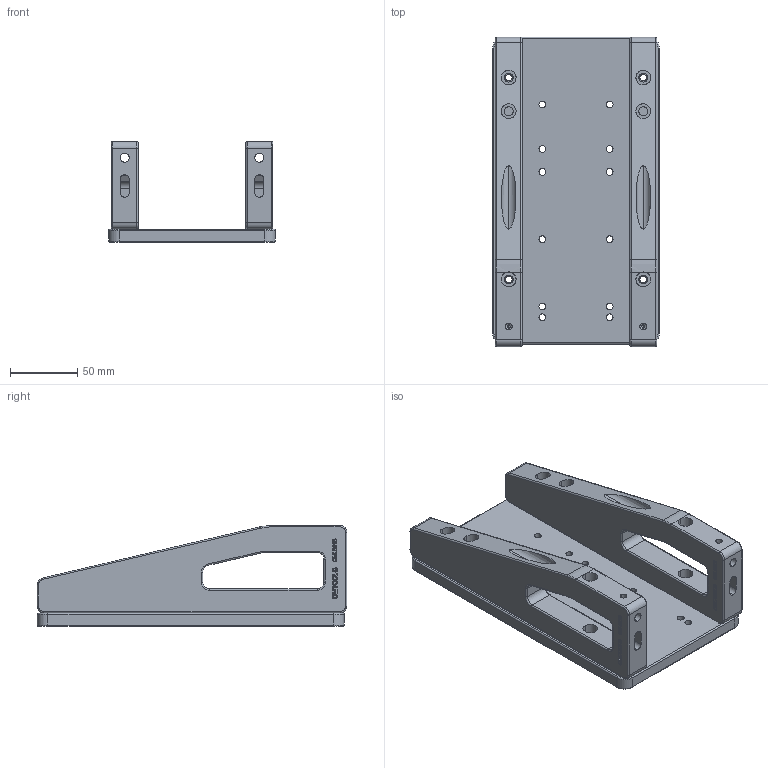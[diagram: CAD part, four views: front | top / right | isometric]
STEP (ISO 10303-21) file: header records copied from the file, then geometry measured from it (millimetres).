
FILE_DESCRIPTION (( 'STEP AP203' ), '1' );
FILE_NAME ('OMLB系列组合型转接板 OMLB01B.STEP', '2021-05-20T09:11:52', ( 'Microsoft' ), ( 'Microsoft' ), 'SwSTEP 2.0', 'SolidWorks 2018', '' );
FILE_SCHEMA (( 'CONFIG_CONTROL_DESIGN' ));
Length unit declared in the file: millimetre
Products named in the file (3): OMLB01B-01 澀啣1; OMLB01B-02 價啣1; OMLB系列组合型转接板 OMLB01B
Assembly tree (3 placements, depth 2):
  OMLB系列组合型转接板 OMLB01B
    OMLB01B-02 價啣1
    OMLB01B-01 澀啣1  x2
Bounding box: 124 x 230 x 75 mm (x, y, z)
Volume: 612216.7 mm3; surface area: 145004 mm2
Topology: 3 solids, 3 shells, 578 faces, 1472 edges, 938 vertices
Faces by surface type: plane 246, cylinder 170, bspline 106, torus 48, cone 8
Entity records: 14293 total; most frequent: CARTESIAN_POINT 6268, ORIENTED_EDGE 1644, DIRECTION 1484, EDGE_CURVE 822, VERTEX_POINT 525, AXIS2_PLACEMENT_3D 513, VECTOR 458, LINE 458
